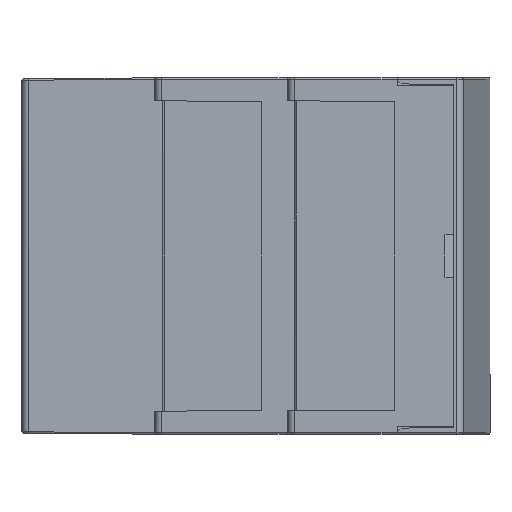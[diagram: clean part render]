
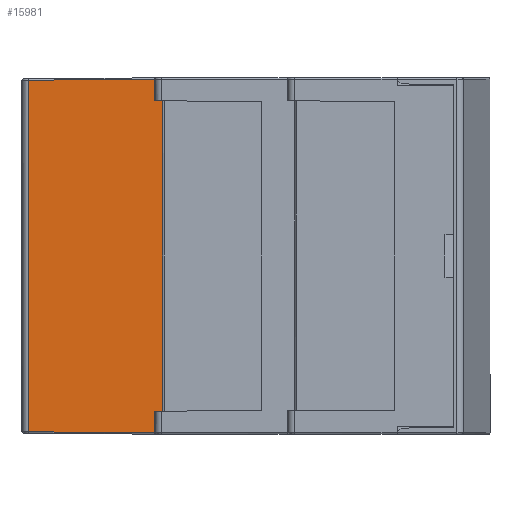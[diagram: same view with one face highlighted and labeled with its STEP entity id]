
A CAD part, left-side view. The second image highlights one B-rep face of the part: STEP entity #15981.
In plain terms, the highlighted planar face has unit normal (-1, 0.009, 0).
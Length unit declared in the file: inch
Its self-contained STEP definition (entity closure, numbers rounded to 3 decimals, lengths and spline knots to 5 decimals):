
#705 = EDGE_LOOP ( 'NONE', ( #31399, #27107, #23612, #22839, #1314, #6394, #23544, #20019, #14940, #22394 ) ) ;
#1118 = CARTESIAN_POINT ( 'NONE',  ( -0.8878, 1.77165, -0.76215 ) ) ;
#1277 = CARTESIAN_POINT ( 'NONE',  ( -0.8878, 1.77165, 0.58268 ) ) ;
#1314 = ORIENTED_EDGE ( 'NONE', *, *, #26615, .T. ) ;
#1434 = LINE ( 'NONE', #1277, #29436 ) ;
#1461 = AXIS2_PLACEMENT_3D ( 'NONE', #16348, #26367, #11437 ) ;
#1671 = VECTOR ( 'NONE', #22393, 39.37008 ) ;
#3112 = VERTEX_POINT ( 'NONE', #27128 ) ;
#3727 = DIRECTION ( 'NONE',  ( 0., 0., -1. ) ) ;
#3848 = CARTESIAN_POINT ( 'NONE',  ( -0.88686, 1.87872, 1.3439 ) ) ;
#4059 = VERTEX_POINT ( 'NONE', #1118 ) ;
#4078 = VERTEX_POINT ( 'NONE', #16415 ) ;
#4263 = CARTESIAN_POINT ( 'NONE',  ( -0.88817, 1.72835, 1.21582 ) ) ;
#4293 = DIRECTION ( 'NONE',  ( -0.009, -1., -0.009 ) ) ;
#4488 = CARTESIAN_POINT ( 'NONE',  ( -0.8878, 1.77165, -0.76204 ) ) ;
#5129 = VECTOR ( 'NONE', #6198, 39.37008 ) ;
#5430 = VERTEX_POINT ( 'NONE', #23117 ) ;
#5868 = CARTESIAN_POINT ( 'NONE',  ( -0.88817, 1.72835, 1.21582 ) ) ;
#6039 = CARTESIAN_POINT ( 'NONE',  ( -0.88123, 2.52397, 0.58268 ) ) ;
#6188 = VECTOR ( 'NONE', #11108, 39.37008 ) ;
#6198 = DIRECTION ( 'NONE',  ( 0.009, 1., 0.009 ) ) ;
#6380 = EDGE_CURVE ( 'NONE', #5430, #8991, #11051, .T. ) ;
#6394 = ORIENTED_EDGE ( 'NONE', *, *, #25244, .F. ) ;
#7448 = VECTOR ( 'NONE', #3727, 39.37008 ) ;
#8262 =( BOUNDED_CURVE ( )  B_SPLINE_CURVE ( 3, ( #22506, #27597, #26947, #12327 ),
 .UNSPECIFIED., .F., .T. ) 
 B_SPLINE_CURVE_WITH_KNOTS ( ( 4, 4 ),
 ( 3.14159, 3.18529 ),
 .UNSPECIFIED. ) 
 CURVE ( )  GEOMETRIC_REPRESENTATION_ITEM ( )  RATIONAL_B_SPLINE_CURVE ( ( 1., 1., 1., 1. ) ) 
 REPRESENTATION_ITEM ( '' )  );
#8798 = LINE ( 'NONE', #10788, #6188 ) ;
#8991 = VERTEX_POINT ( 'NONE', #4263 ) ;
#9289 = VECTOR ( 'NONE', #32331, 39.37008 ) ;
#10788 = CARTESIAN_POINT ( 'NONE',  ( -0.8878, 1.77165, 0.58268 ) ) ;
#11051 = LINE ( 'NONE', #16145, #9289 ) ;
#11108 = DIRECTION ( 'NONE',  ( 0., 0., -1. ) ) ;
#11437 = DIRECTION ( 'NONE',  ( -0.009, -1., 0. ) ) ;
#11758 = CARTESIAN_POINT ( 'NONE',  ( -0.8878, 1.77165, -0.76193 ) ) ;
#12118 = EDGE_CURVE ( 'NONE', #18690, #15404, #8798, .T. ) ;
#12327 = CARTESIAN_POINT ( 'NONE',  ( -0.8878, 1.77165, 1.34483 ) ) ;
#14675 = CARTESIAN_POINT ( 'NONE',  ( -0.88817, 1.72835, -0.63314 ) ) ;
#14844 = CARTESIAN_POINT ( 'NONE',  ( -0.8878, 1.77165, -0.76181 ) ) ;
#14940 = ORIENTED_EDGE ( 'NONE', *, *, #6380, .T. ) ;
#15404 = VERTEX_POINT ( 'NONE', #15589 ) ;
#15589 = CARTESIAN_POINT ( 'NONE',  ( -0.8878, 1.77165, 1.2162 ) ) ;
#15599 = EDGE_CURVE ( 'NONE', #8991, #15404, #21473, .T. ) ;
#15968 = EDGE_CURVE ( 'NONE', #3112, #20758, #18968, .T. ) ;
#15981 = ADVANCED_FACE ( 'NONE', ( #23259 ), #25715, .T. ) ;
#16145 = CARTESIAN_POINT ( 'NONE',  ( -0.88817, 1.72835, 0.58268 ) ) ;
#16348 = CARTESIAN_POINT ( 'NONE',  ( -0.88089, 2.56296, 0.58268 ) ) ;
#16415 = CARTESIAN_POINT ( 'NONE',  ( -0.88123, 2.52397, -0.75559 ) ) ;
#16647 = LINE ( 'NONE', #16960, #29505 ) ;
#16721 = DIRECTION ( 'NONE',  ( 0., 0., 1. ) ) ;
#16960 = CARTESIAN_POINT ( 'NONE',  ( -0.88123, 2.52397, -0.75559 ) ) ;
#18690 = VERTEX_POINT ( 'NONE', #27942 ) ;
#18968 = LINE ( 'NONE', #3848, #30363 ) ;
#19219 = EDGE_CURVE ( 'NONE', #3112, #4078, #31185, .T. ) ;
#19379 =( BOUNDED_CURVE ( )  B_SPLINE_CURVE ( 3, ( #21755, #11758, #4488, #26697 ),
 .UNSPECIFIED., .F., .T. ) 
 B_SPLINE_CURVE_WITH_KNOTS ( ( 4, 4 ),
 ( 3.14159, 3.18529 ),
 .UNSPECIFIED. ) 
 CURVE ( )  GEOMETRIC_REPRESENTATION_ITEM ( )  RATIONAL_B_SPLINE_CURVE ( ( 1., 1., 1., 1. ) ) 
 REPRESENTATION_ITEM ( '' )  );
#20019 = ORIENTED_EDGE ( 'NONE', *, *, #32350, .F. ) ;
#20758 = VERTEX_POINT ( 'NONE', #31153 ) ;
#21473 = LINE ( 'NONE', #5868, #5129 ) ;
#21755 = CARTESIAN_POINT ( 'NONE',  ( -0.8878, 1.77165, -0.76181 ) ) ;
#22393 = DIRECTION ( 'NONE',  ( 0.009, 1., -0.009 ) ) ;
#22394 = ORIENTED_EDGE ( 'NONE', *, *, #15599, .T. ) ;
#22506 = CARTESIAN_POINT ( 'NONE',  ( -0.8878, 1.77165, 1.34449 ) ) ;
#22823 = VERTEX_POINT ( 'NONE', #24731 ) ;
#22839 = ORIENTED_EDGE ( 'NONE', *, *, #19219, .T. ) ;
#23117 = CARTESIAN_POINT ( 'NONE',  ( -0.88817, 1.72835, -0.63314 ) ) ;
#23259 = FACE_OUTER_BOUND ( 'NONE', #705, .T. ) ;
#23544 = ORIENTED_EDGE ( 'NONE', *, *, #30335, .T. ) ;
#23612 = ORIENTED_EDGE ( 'NONE', *, *, #15968, .F. ) ;
#24731 = CARTESIAN_POINT ( 'NONE',  ( -0.8878, 1.77165, -0.63352 ) ) ;
#25244 = EDGE_CURVE ( 'NONE', #28849, #4059, #19379, .T. ) ;
#25715 = PLANE ( 'NONE',  #1461 ) ;
#26367 = DIRECTION ( 'NONE',  ( -1., 0.009, 0. ) ) ;
#26615 = EDGE_CURVE ( 'NONE', #4078, #4059, #16647, .T. ) ;
#26697 = CARTESIAN_POINT ( 'NONE',  ( -0.8878, 1.77165, -0.76215 ) ) ;
#26830 = LINE ( 'NONE', #14675, #1671 ) ;
#26947 = CARTESIAN_POINT ( 'NONE',  ( -0.8878, 1.77165, 1.34472 ) ) ;
#27107 = ORIENTED_EDGE ( 'NONE', *, *, #30071, .T. ) ;
#27128 = CARTESIAN_POINT ( 'NONE',  ( -0.88123, 2.52397, 1.33827 ) ) ;
#27597 = CARTESIAN_POINT ( 'NONE',  ( -0.8878, 1.77165, 1.3446 ) ) ;
#27942 = CARTESIAN_POINT ( 'NONE',  ( -0.8878, 1.77165, 1.34449 ) ) ;
#28516 = DIRECTION ( 'NONE',  ( -0.009, -1., 0.009 ) ) ;
#28849 = VERTEX_POINT ( 'NONE', #14844 ) ;
#29436 = VECTOR ( 'NONE', #16721, 39.37008 ) ;
#29505 = VECTOR ( 'NONE', #4293, 39.37008 ) ;
#30071 = EDGE_CURVE ( 'NONE', #18690, #20758, #8262, .T. ) ;
#30335 = EDGE_CURVE ( 'NONE', #28849, #22823, #1434, .T. ) ;
#30363 = VECTOR ( 'NONE', #28516, 39.37008 ) ;
#31153 = CARTESIAN_POINT ( 'NONE',  ( -0.8878, 1.77165, 1.34483 ) ) ;
#31185 = LINE ( 'NONE', #6039, #7448 ) ;
#31399 = ORIENTED_EDGE ( 'NONE', *, *, #12118, .F. ) ;
#32331 = DIRECTION ( 'NONE',  ( 0., 0., 1. ) ) ;
#32350 = EDGE_CURVE ( 'NONE', #5430, #22823, #26830, .T. ) ;
